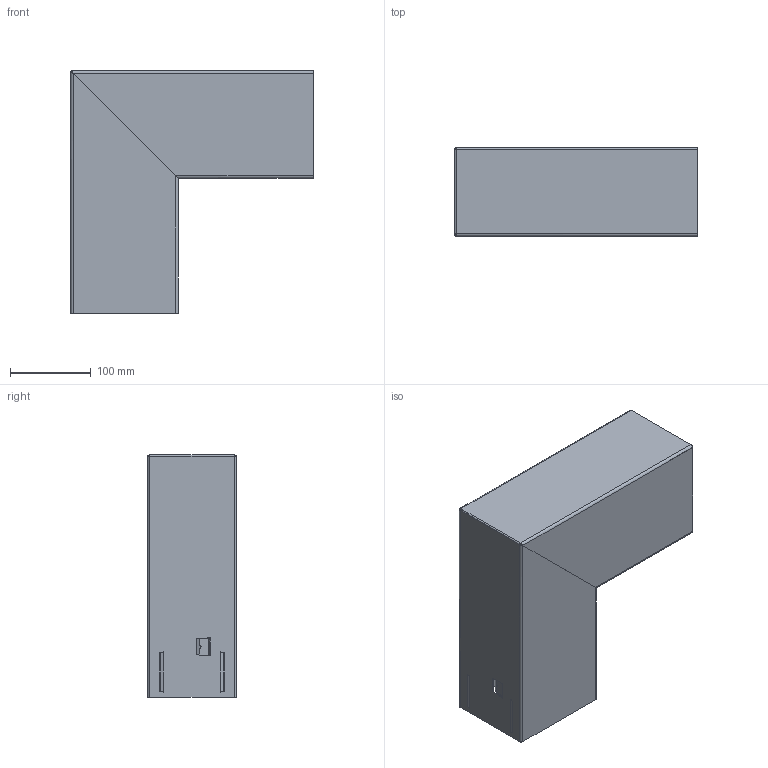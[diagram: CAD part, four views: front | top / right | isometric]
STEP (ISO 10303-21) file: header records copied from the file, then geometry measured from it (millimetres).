
FILE_DESCRIPTION (( 'STEP AP214' ), '1' );
FILE_NAME ('6282740.stp', '2016-06-20T06:29:55', ( '' ), ( '' ), 'SwSTEP 2.0', 'SolidWorks 2014', '' );
FILE_SCHEMA (( 'AUTOMOTIVE_DESIGN' ));
Length unit declared in the file: millimetre
Products named in the file (1): 6282740
Bounding box: 300 x 110 x 300 mm (x, y, z)
Volume: 204924.2 mm3; surface area: 412589.2 mm2
Topology: 1 solids, 1 shells, 315 faces, 667 edges, 358 vertices
Faces by surface type: plane 182, cylinder 84, bspline 49
Entity records: 9150 total; most frequent: CARTESIAN_POINT 3008, ORIENTED_EDGE 1334, DIRECTION 1158, EDGE_CURVE 667, VECTOR 464, LINE 464, VERTEX_POINT 358, AXIS2_PLACEMENT_3D 347
